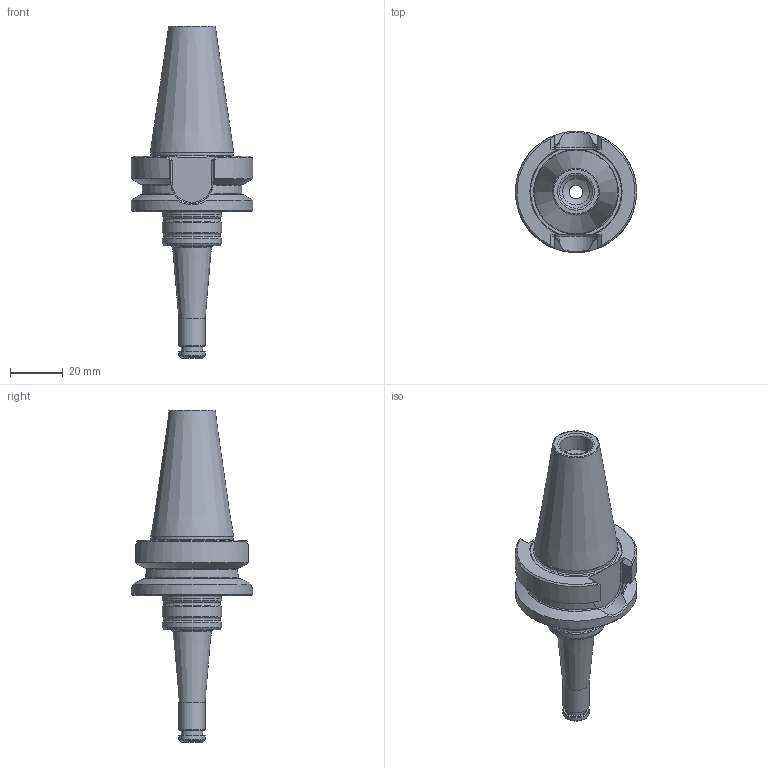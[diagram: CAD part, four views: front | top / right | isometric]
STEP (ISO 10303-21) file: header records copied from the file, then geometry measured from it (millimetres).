
FILE_DESCRIPTION(/* description */ (''),/* implementation_level */ '2;1');
FILE_NAME(/* name */ '413070646.stp',/* time_stamp */ '2023-03-09T07:58:05',/* author */ ('RJE'),/* organization */ ('REGO-FIX'),/* preprocessor_version */ ' Unknown',/* originating_system */ 'SIEMENS PLM Software Solid Edge ST10',/* authorization */ 'Unknown');
FILE_SCHEMA (('AUTOMOTIVE_DESIGN { 1 0 10303 214 2 1 1}'));
Length unit declared in the file: millimetre
Products named in the file (1): 0025888
Bounding box: 46 x 46 x 125.9 mm (x, y, z)
Volume: 56105.7 mm3; surface area: 15603.5 mm2
Topology: 1 solids, 1 shells, 115 faces, 282 edges, 176 vertices
Faces by surface type: plane 37, cone 30, cylinder 24, torus 18, bspline 6
Full cylindrical faces by diameter (mm): 5 x1, 6.3 x1, 8 x1, 10 x2, 10.106 x2, 12.5 x1, 22.5 x4, 31.15 x1, 46 x1
Entity records: 4075 total; most frequent: CARTESIAN_POINT 847, DIRECTION 488, ORIENTED_EDGE 452, EDGE_CURVE 226, AXIS2_PLACEMENT_3D 217, EDGE_LOOP 168, FACE_BOUND 168, VERTEX_POINT 164
